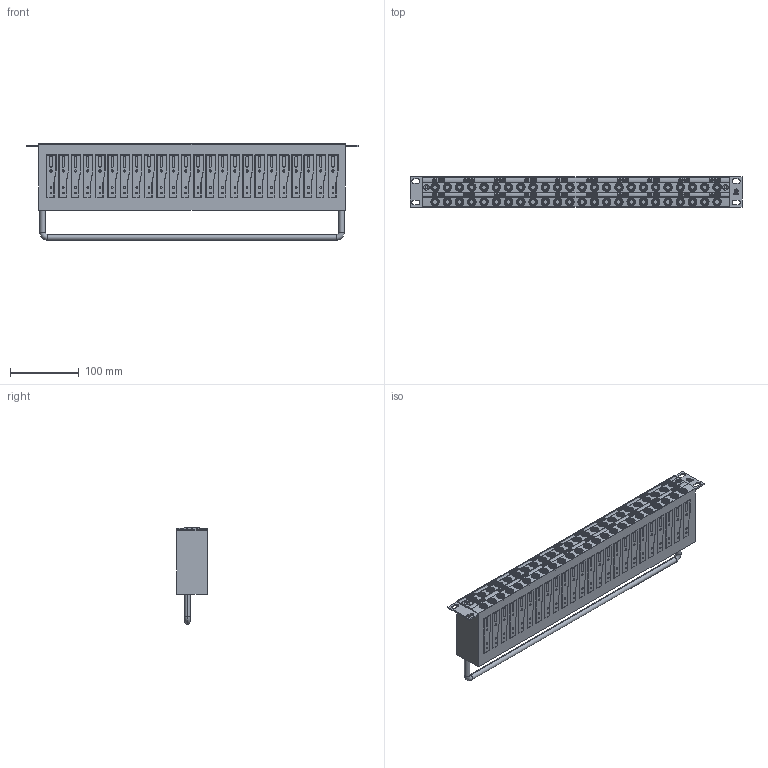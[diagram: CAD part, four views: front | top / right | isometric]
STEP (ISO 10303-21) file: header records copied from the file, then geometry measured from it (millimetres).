
FILE_DESCRIPTION((''),'2;1');
FILE_NAME('LF48-1O_3D______SW0010','2024-08-01T09:37:47',('wenqing.huang'),(''),'CREO PARAMETRIC BY PTC INC, 2021184','CREO PARAMETRIC BY PTC INC, 2021184','');
FILE_SCHEMA(('AP242_MANAGED_MODEL_BASED_3D_ENGINEERING_MIM_LF { 1 0 10303 442 1 1 4 }'));
Products named in the file (1): LF48-1O_3D______SW0010
Bounding box: 482 x 44.1 x 139.95 mm (x, y, z)
Volume: 1893709 mm3; surface area: 168824.2 mm2
Topology: 1 solids, 1 shells, 2792 faces, 7299 edges, 4904 vertices
Faces by surface type: plane 1224, cylinder 784, bspline 420, torus 172, cone 100, extrusion 68, sphere 24
Entity records: 115485 total; most frequent: CARTESIAN_POINT 46391, ORIENTED_EDGE 14598, DIRECTION 13663, EDGE_CURVE 7299, AXIS2_PLACEMENT_3D 5137, VERTEX_POINT 4904, VECTOR 3389, LINE 3321
